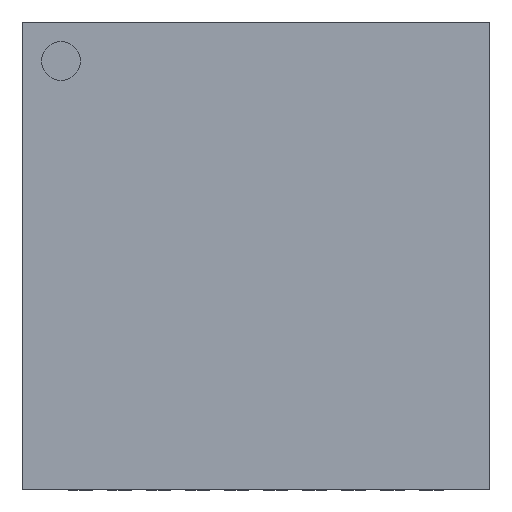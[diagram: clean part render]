
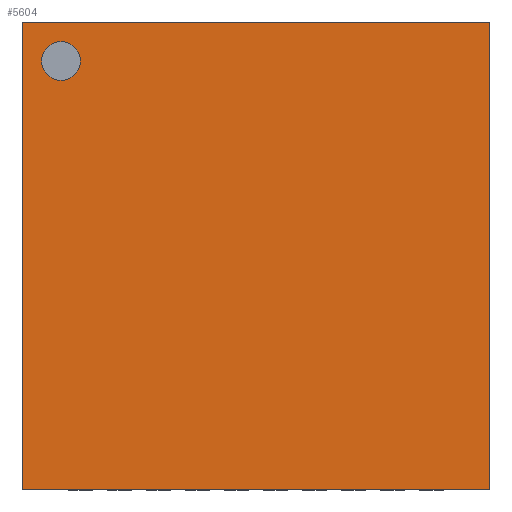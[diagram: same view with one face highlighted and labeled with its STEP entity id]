
A CAD part, top view. The second image highlights one B-rep face of the part: STEP entity #5604.
In plain terms, the highlighted free-form (B-spline) face has degree [1, 1] with [2, 2] control points.
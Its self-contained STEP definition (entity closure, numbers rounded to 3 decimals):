
#230=CARTESIAN_POINT('',(-2.25,2.5,0.8));
#231=VERTEX_POINT('',#230);
#240=CARTESIAN_POINT('',(-2.75,2.5,0.8));
#241=VERTEX_POINT('',#240);
#242=CARTESIAN_POINT('',(-2.5,2.5,0.8));
#243=DIRECTION('',(0.0,0.0,-1.0));
#244=DIRECTION('',(1.0,0.0,0.0));
#245=AXIS2_PLACEMENT_3D('',#242,#243,#244);
#246=CIRCLE('',#245,0.25);
#247=EDGE_CURVE('',#241,#231,#246,.T.);
#281=CARTESIAN_POINT('',(-2.5,2.5,0.8));
#282=DIRECTION('',(0.0,0.0,-1.0));
#283=DIRECTION('',(1.0,0.0,0.0));
#284=AXIS2_PLACEMENT_3D('',#281,#282,#283);
#285=CIRCLE('',#284,0.25);
#286=EDGE_CURVE('',#231,#241,#285,.T.);
#5561=CARTESIAN_POINT('',(-3.0,-3.0,0.8));
#5562=CARTESIAN_POINT('',(3.0,-3.0,0.8));
#5563=CARTESIAN_POINT('',(-3.0,3.0,0.8));
#5564=CARTESIAN_POINT('',(3.0,3.0,0.8));
#5565=B_SPLINE_SURFACE_WITH_KNOTS('',1,1,((#5561,#5563),(#5562,#5564)),.UNSPECIFIED.,.F.,.F.,.U.,(2,2),(2,2),(0.0,6.0),(0.0,6.0),.UNSPECIFIED.);
#5566=CARTESIAN_POINT('',(3.0,3.0,0.8));
#5567=VERTEX_POINT('',#5566);
#5568=CARTESIAN_POINT('',(3.0,-3.0,0.8));
#5569=VERTEX_POINT('',#5568);
#5570=CARTESIAN_POINT('',(3.0,3.0,0.8));
#5571=DIRECTION('',(0.0,-1.0,0.0));
#5572=VECTOR('',#5571,6.0);
#5573=LINE('',#5570,#5572);
#5574=EDGE_CURVE('',#5567,#5569,#5573,.T.);
#5575=ORIENTED_EDGE('',*,*,#5574,.F.);
#5576=CARTESIAN_POINT('',(-3.0,3.0,0.8));
#5577=VERTEX_POINT('',#5576);
#5578=CARTESIAN_POINT('',(-3.0,3.0,0.8));
#5579=DIRECTION('',(1.0,0.0,0.0));
#5580=VECTOR('',#5579,6.0);
#5581=LINE('',#5578,#5580);
#5582=EDGE_CURVE('',#5577,#5567,#5581,.T.);
#5583=ORIENTED_EDGE('',*,*,#5582,.F.);
#5584=CARTESIAN_POINT('',(-3.0,-3.0,0.8));
#5585=VERTEX_POINT('',#5584);
#5586=CARTESIAN_POINT('',(-3.0,-3.0,0.8));
#5587=DIRECTION('',(0.0,1.0,0.0));
#5588=VECTOR('',#5587,6.0);
#5589=LINE('',#5586,#5588);
#5590=EDGE_CURVE('',#5585,#5577,#5589,.T.);
#5591=ORIENTED_EDGE('',*,*,#5590,.F.);
#5592=CARTESIAN_POINT('',(3.0,-3.0,0.8));
#5593=DIRECTION('',(-1.0,0.0,0.0));
#5594=VECTOR('',#5593,6.0);
#5595=LINE('',#5592,#5594);
#5596=EDGE_CURVE('',#5569,#5585,#5595,.T.);
#5597=ORIENTED_EDGE('',*,*,#5596,.F.);
#5598=EDGE_LOOP('',(#5575,#5583,#5591,#5597));
#5599=FACE_OUTER_BOUND('',#5598,.T.);
#5600=ORIENTED_EDGE('',*,*,#286,.T.);
#5601=ORIENTED_EDGE('',*,*,#247,.T.);
#5602=EDGE_LOOP('',(#5600,#5601));
#5603=FACE_BOUND('',#5602,.T.);
#5604=ADVANCED_FACE('',(#5599,#5603),#5565,.T.);
